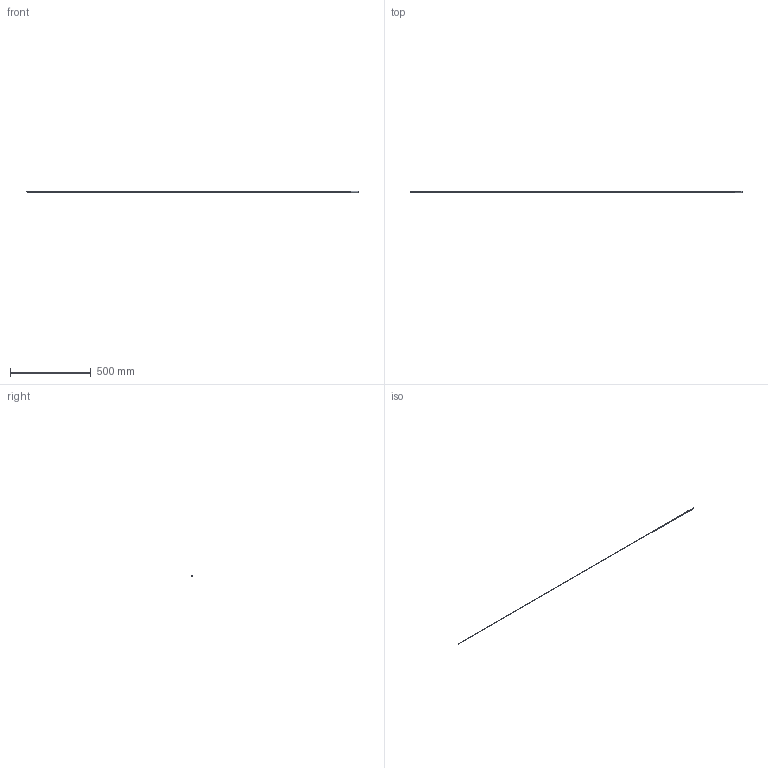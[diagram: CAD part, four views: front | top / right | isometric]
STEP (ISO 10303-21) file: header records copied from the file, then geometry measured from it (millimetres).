
FILE_DESCRIPTION (( 'STEP AP214' ), '1' );
FILE_NAME ('PXIND-63001LB_3D.step', '2023-07-14T19:01:20', ( '' ), ( '' ), 'SwSTEP 2.0', 'SolidWorks 2022', '' );
FILE_SCHEMA (( 'AUTOMOTIVE_DESIGN' ));
Length unit declared in the file: millimetre
Products named in the file (1): PXIND-63001LB_3D
Bounding box: 2053.7 x 6.45 x 6.5 mm (x, y, z)
Volume: 11363.6 mm3; surface area: 16827.3 mm2
Topology: 3 solids, 3 shells, 20 faces, 34 edges, 22 vertices
Faces by surface type: plane 8, cylinder 6, torus 6
Entity records: 542 total; most frequent: DIRECTION 104, CARTESIAN_POINT 77, ORIENTED_EDGE 68, AXIS2_PLACEMENT_3D 49, EDGE_CURVE 34, CIRCLE 28, VERTEX_POINT 22, EDGE_LOOP 22
